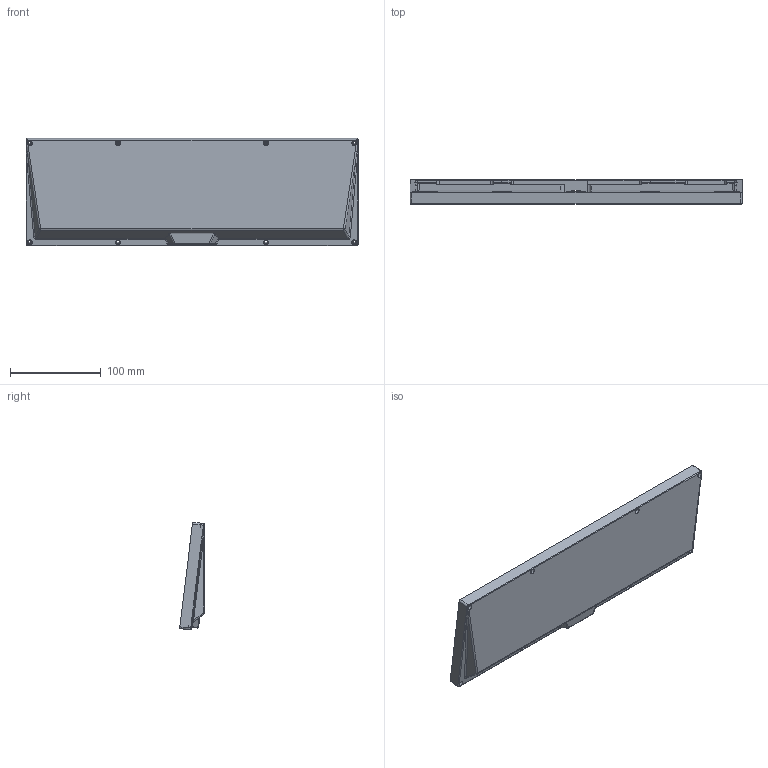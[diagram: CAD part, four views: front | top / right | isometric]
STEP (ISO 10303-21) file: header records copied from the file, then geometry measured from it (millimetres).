
FILE_DESCRIPTION (( 'STEP AP214' ), '1' );
FILE_NAME ('LowerBody.STEP', '2022-08-13T15:21:46', ( '' ), ( '' ), 'SwSTEP 2.0', 'SolidWorks 2019', '' );
FILE_SCHEMA (( 'AUTOMOTIVE_DESIGN' ));
Length unit declared in the file: millimetre
Products named in the file (1): LowerBody
Bounding box: 365.92 x 27.32 x 118.85 mm (x, y, z)
Volume: 380847.3 mm3; surface area: 114163.8 mm2
Topology: 1 solids, 1 shells, 311 faces, 830 edges, 528 vertices
Faces by surface type: cylinder 141, plane 122, bspline 34, torus 10, sphere 4
Entity records: 10155 total; most frequent: CARTESIAN_POINT 2420, ORIENTED_EDGE 1652, DIRECTION 1617, EDGE_CURVE 826, AXIS2_PLACEMENT_3D 589, VERTEX_POINT 528, VECTOR 439, LINE 439
